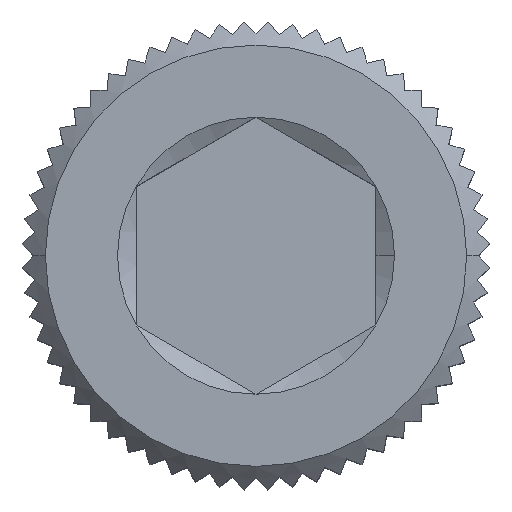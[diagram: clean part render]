
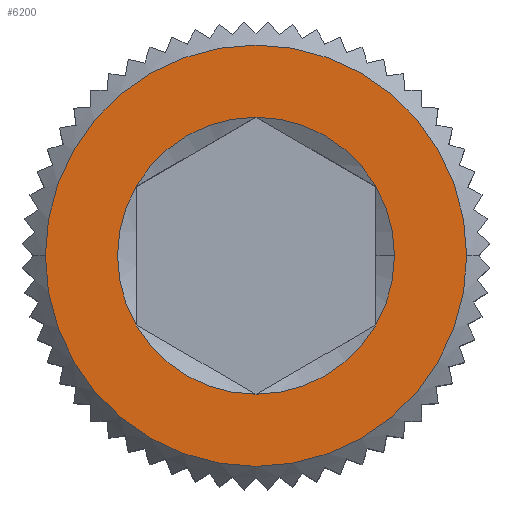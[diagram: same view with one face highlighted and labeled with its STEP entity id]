
A CAD part, top view. The second image highlights one B-rep face of the part: STEP entity #6200.
In plain terms, the highlighted planar face has unit normal (0, 0, 1).
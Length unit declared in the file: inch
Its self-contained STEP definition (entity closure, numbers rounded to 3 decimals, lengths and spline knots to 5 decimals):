
#23 = CIRCLE ( 'NONE', #1345, 0.05413 ) ;
#25 = DIRECTION ( 'NONE',  ( 1., 0., 0. ) ) ;
#26 = AXIS2_PLACEMENT_3D ( 'NONE', #9394, #11166, #169 ) ;
#80 = CARTESIAN_POINT ( 'NONE',  ( 0., 0., 0.306 ) ) ;
#169 = DIRECTION ( 'NONE',  ( 1., 0., 0. ) ) ;
#296 = ORIENTED_EDGE ( 'NONE', *, *, #4763, .F. ) ;
#366 = DIRECTION ( 'NONE',  ( 1., 0., 0. ) ) ;
#459 = DIRECTION ( 'NONE',  ( 0., 0., 1. ) ) ;
#502 = DIRECTION ( 'NONE',  ( 1., 0., 0. ) ) ;
#513 = DIRECTION ( 'NONE',  ( 1., 0., 0. ) ) ;
#657 = CARTESIAN_POINT ( 'NONE',  ( 0.04687, -0.02706, 0.306 ) ) ;
#825 = DIRECTION ( 'NONE',  ( 1., 0., 0. ) ) ;
#869 = EDGE_CURVE ( 'NONE', #11745, #8253, #1137, .T. ) ;
#903 = CARTESIAN_POINT ( 'NONE',  ( 0.05413, 0., 0.306 ) ) ;
#914 = FACE_BOUND ( 'NONE', #3627, .T. ) ;
#1137 = CIRCLE ( 'NONE', #9829, 0.05413 ) ;
#1144 = EDGE_CURVE ( 'NONE', #6519, #2889, #9138, .T. ) ;
#1345 = AXIS2_PLACEMENT_3D ( 'NONE', #3075, #10383, #9371 ) ;
#1658 = CARTESIAN_POINT ( 'NONE',  ( -0.08235, 0., 0.306 ) ) ;
#1890 = CARTESIAN_POINT ( 'NONE',  ( 0., 0., 0.306 ) ) ;
#1954 = ORIENTED_EDGE ( 'NONE', *, *, #4291, .F. ) ;
#2019 = VERTEX_POINT ( 'NONE', #657 ) ;
#2177 = ORIENTED_EDGE ( 'NONE', *, *, #5685, .T. ) ;
#2288 = ORIENTED_EDGE ( 'NONE', *, *, #2473, .F. ) ;
#2473 = EDGE_CURVE ( 'NONE', #8253, #9048, #3864, .T. ) ;
#2522 = EDGE_CURVE ( 'NONE', #11124, #6674, #6572, .T. ) ;
#2889 = VERTEX_POINT ( 'NONE', #1658 ) ;
#3010 = ORIENTED_EDGE ( 'NONE', *, *, #5386, .F. ) ;
#3075 = CARTESIAN_POINT ( 'NONE',  ( 0., 0., 0.306 ) ) ;
#3598 = CARTESIAN_POINT ( 'NONE',  ( 0., 0.05413, 0.306 ) ) ;
#3627 = EDGE_LOOP ( 'NONE', ( #7210, #1954, #3010, #296, #2288, #11227, #3812 ) ) ;
#3678 = DIRECTION ( 'NONE',  ( 0., 0., 1. ) ) ;
#3686 = DIRECTION ( 'NONE',  ( 0., 0., 1. ) ) ;
#3741 = AXIS2_PLACEMENT_3D ( 'NONE', #6377, #4585, #4860 ) ;
#3812 = ORIENTED_EDGE ( 'NONE', *, *, #8588, .F. ) ;
#3864 = CIRCLE ( 'NONE', #3741, 0.05413 ) ;
#3903 = CARTESIAN_POINT ( 'NONE',  ( 0., 0.0915, 0.306 ) ) ;
#4006 = CARTESIAN_POINT ( 'NONE',  ( 0., 0., 0.306 ) ) ;
#4083 = DIRECTION ( 'NONE',  ( 0., 0., 1. ) ) ;
#4291 = EDGE_CURVE ( 'NONE', #4335, #11124, #7680, .T. ) ;
#4335 = VERTEX_POINT ( 'NONE', #903 ) ;
#4585 = DIRECTION ( 'NONE',  ( 0., 0., 1. ) ) ;
#4763 = EDGE_CURVE ( 'NONE', #9048, #2019, #7594, .T. ) ;
#4860 = DIRECTION ( 'NONE',  ( 1., 0., 0. ) ) ;
#5371 = EDGE_LOOP ( 'NONE', ( #2177, #9768 ) ) ;
#5373 = CARTESIAN_POINT ( 'NONE',  ( 0.08235, 0., 0.306 ) ) ;
#5386 = EDGE_CURVE ( 'NONE', #2019, #4335, #7650, .T. ) ;
#5418 = AXIS2_PLACEMENT_3D ( 'NONE', #1890, #3678, #8273 ) ;
#5433 = AXIS2_PLACEMENT_3D ( 'NONE', #9889, #3686, #25 ) ;
#5685 = EDGE_CURVE ( 'NONE', #2889, #6519, #10516, .T. ) ;
#5977 = CARTESIAN_POINT ( 'NONE',  ( 0., 0., 0.306 ) ) ;
#6102 = DIRECTION ( 'NONE',  ( 0., 0., 1. ) ) ;
#6200 = ADVANCED_FACE ( 'NONE', ( #6643, #914 ), #9508, .T. ) ;
#6377 = CARTESIAN_POINT ( 'NONE',  ( 0., 0., 0.306 ) ) ;
#6519 = VERTEX_POINT ( 'NONE', #5373 ) ;
#6572 = CIRCLE ( 'NONE', #5418, 0.05413 ) ;
#6643 = FACE_OUTER_BOUND ( 'NONE', #5371, .T. ) ;
#6674 = VERTEX_POINT ( 'NONE', #3598 ) ;
#6817 = AXIS2_PLACEMENT_3D ( 'NONE', #5977, #9679, #513 ) ;
#7210 = ORIENTED_EDGE ( 'NONE', *, *, #2522, .F. ) ;
#7594 = CIRCLE ( 'NONE', #9397, 0.05413 ) ;
#7650 = CIRCLE ( 'NONE', #6817, 0.05413 ) ;
#7680 = CIRCLE ( 'NONE', #5433, 0.05413 ) ;
#7951 = CARTESIAN_POINT ( 'NONE',  ( -0.04687, 0.02706, 0.306 ) ) ;
#8078 = AXIS2_PLACEMENT_3D ( 'NONE', #4006, #4083, #366 ) ;
#8253 = VERTEX_POINT ( 'NONE', #10683 ) ;
#8273 = DIRECTION ( 'NONE',  ( 1., 0., 0. ) ) ;
#8588 = EDGE_CURVE ( 'NONE', #6674, #11745, #23, .T. ) ;
#8678 = AXIS2_PLACEMENT_3D ( 'NONE', #3903, #459, #502 ) ;
#9048 = VERTEX_POINT ( 'NONE', #11163 ) ;
#9138 = CIRCLE ( 'NONE', #8078, 0.08235 ) ;
#9371 = DIRECTION ( 'NONE',  ( 1., 0., 0. ) ) ;
#9394 = CARTESIAN_POINT ( 'NONE',  ( 0., 0., 0.306 ) ) ;
#9397 = AXIS2_PLACEMENT_3D ( 'NONE', #80, #10147, #10075 ) ;
#9450 = CARTESIAN_POINT ( 'NONE',  ( 0.04687, 0.02706, 0.306 ) ) ;
#9508 = PLANE ( 'NONE',  #8678 ) ;
#9679 = DIRECTION ( 'NONE',  ( 0., 0., 1. ) ) ;
#9768 = ORIENTED_EDGE ( 'NONE', *, *, #1144, .T. ) ;
#9829 = AXIS2_PLACEMENT_3D ( 'NONE', #10954, #6102, #825 ) ;
#9889 = CARTESIAN_POINT ( 'NONE',  ( 0., 0., 0.306 ) ) ;
#10075 = DIRECTION ( 'NONE',  ( 1., 0., 0. ) ) ;
#10147 = DIRECTION ( 'NONE',  ( 0., 0., 1. ) ) ;
#10383 = DIRECTION ( 'NONE',  ( 0., 0., 1. ) ) ;
#10516 = CIRCLE ( 'NONE', #26, 0.08235 ) ;
#10683 = CARTESIAN_POINT ( 'NONE',  ( -0.04687, -0.02706, 0.306 ) ) ;
#10954 = CARTESIAN_POINT ( 'NONE',  ( 0., 0., 0.306 ) ) ;
#11124 = VERTEX_POINT ( 'NONE', #9450 ) ;
#11163 = CARTESIAN_POINT ( 'NONE',  ( 0., -0.05413, 0.306 ) ) ;
#11166 = DIRECTION ( 'NONE',  ( 0., 0., 1. ) ) ;
#11227 = ORIENTED_EDGE ( 'NONE', *, *, #869, .F. ) ;
#11745 = VERTEX_POINT ( 'NONE', #7951 ) ;
